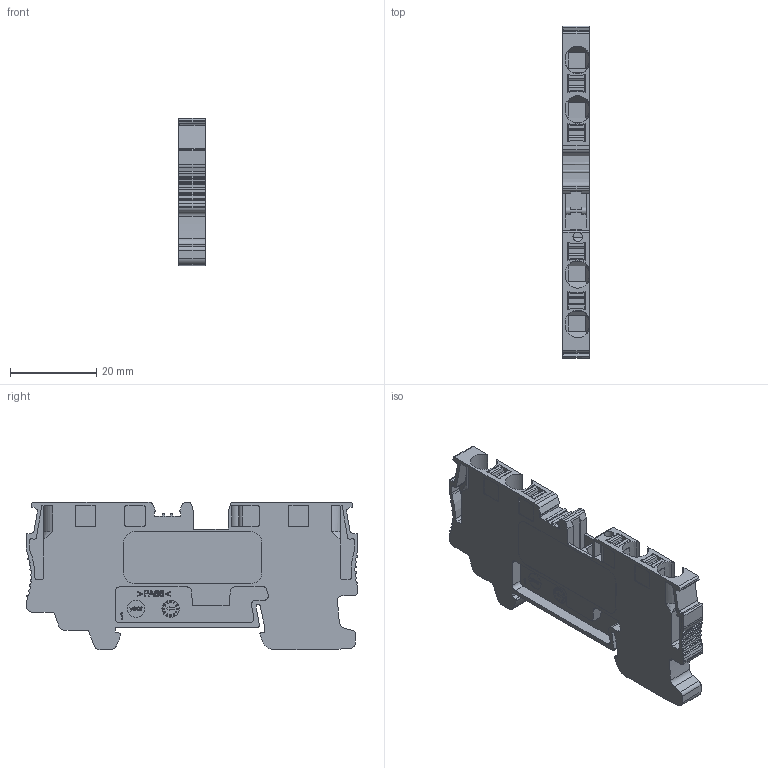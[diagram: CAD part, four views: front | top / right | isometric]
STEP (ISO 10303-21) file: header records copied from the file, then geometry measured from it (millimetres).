
FILE_DESCRIPTION(('STEP AP203'), '1');
FILE_NAME('MTP-FO4', '', ('UNSPECIFIED'), ('UNSPECIFIED'), 'C3D Converter', 'C3D Toolkit', '');
FILE_SCHEMA(('CONFIG_CONTROL_DESIGN'));
Length unit declared in the file: millimetre
Bounding box: 6.2 x 77 x 34.2 mm (x, y, z)
Volume: 11748.6 mm3; surface area: 7436.9 mm2
Topology: 1 solids, 2 shells, 792 faces, 2170 edges, 1439 vertices
Faces by surface type: plane 534, cylinder 129, bspline 126, cone 2, torus 1
Full cylindrical faces by diameter (mm): 1.5 x1, 2.05 x1, 2.1 x1, 2.2 x1, 4 x2
Entity records: 31190 total; most frequent: CARTESIAN_POINT 12194, ORIENTED_EDGE 4318, DIRECTION 3257, EDGE_CURVE 2159, VERTEX_POINT 1439, LINE 1429, VECTOR 1429, AXIS2_PLACEMENT_3D 914
